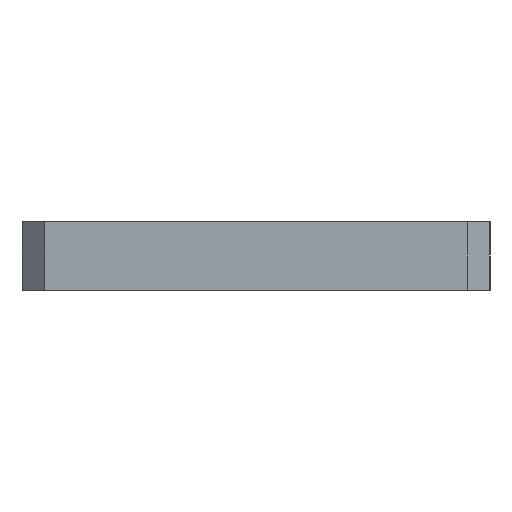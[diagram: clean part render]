
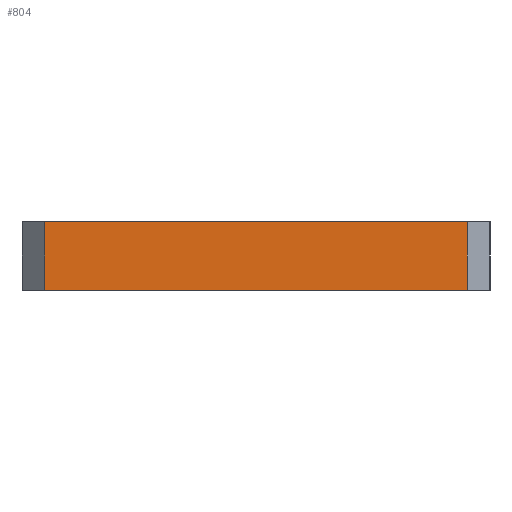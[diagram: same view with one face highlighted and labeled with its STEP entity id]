
A CAD part, left-side view. The second image highlights one B-rep face of the part: STEP entity #804.
In plain terms, the highlighted planar face has unit normal (-1, 0, 0).
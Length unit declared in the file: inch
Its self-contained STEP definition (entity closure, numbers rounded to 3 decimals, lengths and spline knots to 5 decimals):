
#12 = EDGE_CURVE ( 'NONE', #277, #242, #737, .T. ) ;
#18 = EDGE_CURVE ( 'NONE', #277, #271, #583, .T. ) ;
#29 = CARTESIAN_POINT ( 'NONE',  ( -1., 0.925, 0. ) ) ;
#49 = DIRECTION ( 'NONE',  ( 0., 0., 1. ) ) ;
#54 = CARTESIAN_POINT ( 'NONE',  ( -1., -0.925, -0.3 ) ) ;
#154 = CARTESIAN_POINT ( 'NONE',  ( -1., -0.925, 0. ) ) ;
#158 = DIRECTION ( 'NONE',  ( 0., -1., 0. ) ) ;
#183 = DIRECTION ( 'NONE',  ( -1., 0., 0. ) ) ;
#192 = CARTESIAN_POINT ( 'NONE',  ( -1., 1.025, -0.3 ) ) ;
#201 = PLANE ( 'NONE',  #416 ) ;
#205 = CARTESIAN_POINT ( 'NONE',  ( -1., 1.025, -0.3 ) ) ;
#216 = CARTESIAN_POINT ( 'NONE',  ( -1., 0.925, -0.3 ) ) ;
#242 = VERTEX_POINT ( 'NONE', #216 ) ;
#267 = VERTEX_POINT ( 'NONE', #331 ) ;
#271 = VERTEX_POINT ( 'NONE', #154 ) ;
#277 = VERTEX_POINT ( 'NONE', #29 ) ;
#290 = DIRECTION ( 'NONE',  ( 0., -1., 0. ) ) ;
#291 = CARTESIAN_POINT ( 'NONE',  ( -1., 1.025, 0. ) ) ;
#302 = DIRECTION ( 'NONE',  ( 0., 0., -1. ) ) ;
#308 = CARTESIAN_POINT ( 'NONE',  ( -1., 0.925, -0.3 ) ) ;
#318 = DIRECTION ( 'NONE',  ( 0., -1., 0. ) ) ;
#331 = CARTESIAN_POINT ( 'NONE',  ( -1., -0.925, -0.3 ) ) ;
#373 = EDGE_CURVE ( 'NONE', #267, #271, #529, .T. ) ;
#416 = AXIS2_PLACEMENT_3D ( 'NONE', #205, #183, #318 ) ;
#447 = EDGE_CURVE ( 'NONE', #242, #267, #498, .T. ) ;
#469 = VECTOR ( 'NONE', #302, 39.37008 ) ;
#498 = LINE ( 'NONE', #192, #538 ) ;
#523 = ORIENTED_EDGE ( 'NONE', *, *, #373, .T. ) ;
#529 = LINE ( 'NONE', #54, #752 ) ;
#538 = VECTOR ( 'NONE', #158, 39.37008 ) ;
#573 = FACE_OUTER_BOUND ( 'NONE', #787, .T. ) ;
#578 = ORIENTED_EDGE ( 'NONE', *, *, #12, .T. ) ;
#583 = LINE ( 'NONE', #291, #641 ) ;
#593 = ORIENTED_EDGE ( 'NONE', *, *, #447, .T. ) ;
#599 = ORIENTED_EDGE ( 'NONE', *, *, #18, .F. ) ;
#641 = VECTOR ( 'NONE', #290, 39.37008 ) ;
#737 = LINE ( 'NONE', #308, #469 ) ;
#752 = VECTOR ( 'NONE', #49, 39.37008 ) ;
#787 = EDGE_LOOP ( 'NONE', ( #599, #578, #593, #523 ) ) ;
#804 = ADVANCED_FACE ( 'NONE', ( #573 ), #201, .T. ) ;
